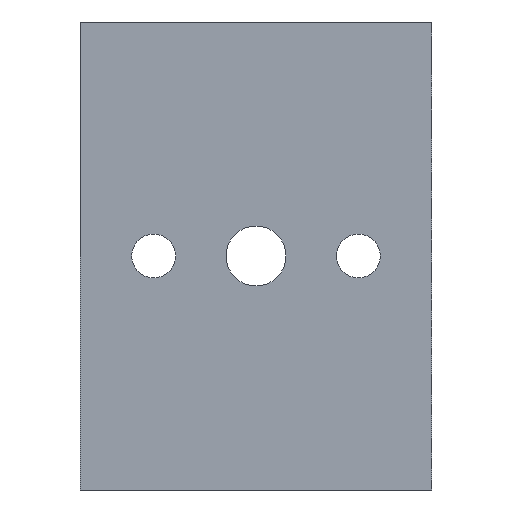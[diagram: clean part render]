
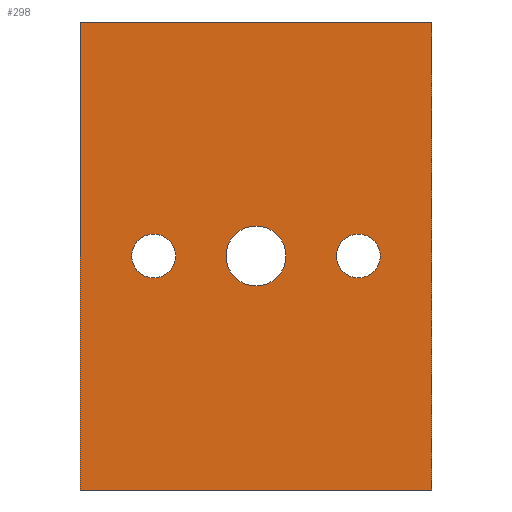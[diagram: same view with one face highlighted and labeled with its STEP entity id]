
A CAD part, front view. The second image highlights one B-rep face of the part: STEP entity #298.
In plain terms, the highlighted planar face has unit normal (0, -1, 0).
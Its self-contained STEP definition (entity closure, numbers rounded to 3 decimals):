
#4 = CARTESIAN_POINT ( 'NONE',  ( -7., 0., -1.5 ) ) ;
#9 = VERTEX_POINT ( 'NONE', #94 ) ;
#21 = AXIS2_PLACEMENT_3D ( 'NONE', #497, #177, #449 ) ;
#23 = VECTOR ( 'NONE', #54, 1000. ) ;
#27 = CARTESIAN_POINT ( 'NONE',  ( 0., 0., 2.05 ) ) ;
#30 = EDGE_CURVE ( 'NONE', #218, #163, #247, .T. ) ;
#31 = FACE_BOUND ( 'NONE', #476, .T. ) ;
#36 = EDGE_CURVE ( 'NONE', #232, #122, #368, .T. ) ;
#38 = ORIENTED_EDGE ( 'NONE', *, *, #543, .F. ) ;
#41 = DIRECTION ( 'NONE',  ( 0., 1., 0. ) ) ;
#49 = DIRECTION ( 'NONE',  ( 0., 0., -1. ) ) ;
#50 = DIRECTION ( 'NONE',  ( 0., 1., 0. ) ) ;
#54 = DIRECTION ( 'NONE',  ( 0., 0., 1. ) ) ;
#56 = AXIS2_PLACEMENT_3D ( 'NONE', #227, #313, #402 ) ;
#64 = VECTOR ( 'NONE', #291, 1000. ) ;
#66 = DIRECTION ( 'NONE',  ( 0., 0., -1. ) ) ;
#69 = CARTESIAN_POINT ( 'NONE',  ( -12., 0., 16. ) ) ;
#78 = DIRECTION ( 'NONE',  ( 0., 1., 0. ) ) ;
#79 = ORIENTED_EDGE ( 'NONE', *, *, #30, .F. ) ;
#94 = CARTESIAN_POINT ( 'NONE',  ( 0., 0., -2.05 ) ) ;
#104 = ORIENTED_EDGE ( 'NONE', *, *, #204, .F. ) ;
#105 = EDGE_CURVE ( 'NONE', #579, #547, #151, .T. ) ;
#115 = EDGE_CURVE ( 'NONE', #468, #9, #412, .T. ) ;
#118 = CARTESIAN_POINT ( 'NONE',  ( -12., 0., 16. ) ) ;
#122 = VERTEX_POINT ( 'NONE', #383 ) ;
#124 = ORIENTED_EDGE ( 'NONE', *, *, #115, .F. ) ;
#133 = CARTESIAN_POINT ( 'NONE',  ( 7., 0., -1.5 ) ) ;
#151 = LINE ( 'NONE', #319, #23 ) ;
#153 = ORIENTED_EDGE ( 'NONE', *, *, #463, .F. ) ;
#154 = DIRECTION ( 'NONE',  ( 0., -1., 0. ) ) ;
#160 = AXIS2_PLACEMENT_3D ( 'NONE', #246, #50, #210 ) ;
#163 = VERTEX_POINT ( 'NONE', #566 ) ;
#177 = DIRECTION ( 'NONE',  ( 0., -1., 0. ) ) ;
#180 = VERTEX_POINT ( 'NONE', #359 ) ;
#183 = EDGE_LOOP ( 'NONE', ( #104, #398, #260, #153 ) ) ;
#198 = CARTESIAN_POINT ( 'NONE',  ( -12., 0., -16. ) ) ;
#204 = EDGE_CURVE ( 'NONE', #180, #583, #280, .T. ) ;
#210 = DIRECTION ( 'NONE',  ( 0., 0., 1. ) ) ;
#218 = VERTEX_POINT ( 'NONE', #133 ) ;
#227 = CARTESIAN_POINT ( 'NONE',  ( 0., 0., 0. ) ) ;
#228 = LINE ( 'NONE', #118, #64 ) ;
#232 = VERTEX_POINT ( 'NONE', #4 ) ;
#246 = CARTESIAN_POINT ( 'NONE',  ( 0., 0., 0. ) ) ;
#247 = CIRCLE ( 'NONE', #21, 1.5 ) ;
#260 = ORIENTED_EDGE ( 'NONE', *, *, #105, .F. ) ;
#280 = LINE ( 'NONE', #495, #312 ) ;
#281 = LINE ( 'NONE', #483, #354 ) ;
#291 = DIRECTION ( 'NONE',  ( 1., 0., 0. ) ) ;
#293 = DIRECTION ( 'NONE',  ( -1., 0., 0. ) ) ;
#298 = ADVANCED_FACE ( 'NONE', ( #31, #459, #433, #523 ), #477, .F. ) ;
#308 = DIRECTION ( 'NONE',  ( 0., 0., 1. ) ) ;
#312 = VECTOR ( 'NONE', #49, 1000. ) ;
#313 = DIRECTION ( 'NONE',  ( 0., -1., 0. ) ) ;
#319 = CARTESIAN_POINT ( 'NONE',  ( -12., 0., -16. ) ) ;
#341 = DIRECTION ( 'NONE',  ( 0., 0., 1. ) ) ;
#345 = DIRECTION ( 'NONE',  ( 0., 0., -1. ) ) ;
#353 = CARTESIAN_POINT ( 'NONE',  ( -7., 0., 0. ) ) ;
#354 = VECTOR ( 'NONE', #293, 1000. ) ;
#359 = CARTESIAN_POINT ( 'NONE',  ( 12., 0., 16. ) ) ;
#368 = CIRCLE ( 'NONE', #590, 1.5 ) ;
#370 = AXIS2_PLACEMENT_3D ( 'NONE', #388, #154, #345 ) ;
#373 = EDGE_LOOP ( 'NONE', ( #559, #124 ) ) ;
#377 = DIRECTION ( 'NONE',  ( 0., -1., 0. ) ) ;
#383 = CARTESIAN_POINT ( 'NONE',  ( -7., 0., 1.5 ) ) ;
#388 = CARTESIAN_POINT ( 'NONE',  ( 0., 0., 0. ) ) ;
#398 = ORIENTED_EDGE ( 'NONE', *, *, #534, .F. ) ;
#402 = DIRECTION ( 'NONE',  ( 0., 0., -1. ) ) ;
#412 = CIRCLE ( 'NONE', #56, 2.05 ) ;
#413 = CIRCLE ( 'NONE', #432, 1.5 ) ;
#424 = CARTESIAN_POINT ( 'NONE',  ( 7., 0., 0. ) ) ;
#426 = CARTESIAN_POINT ( 'NONE',  ( -7., 0., 0. ) ) ;
#429 = CIRCLE ( 'NONE', #501, 1.5 ) ;
#432 = AXIS2_PLACEMENT_3D ( 'NONE', #426, #78, #341 ) ;
#433 = FACE_BOUND ( 'NONE', #373, .T. ) ;
#446 = EDGE_CURVE ( 'NONE', #9, #468, #464, .T. ) ;
#449 = DIRECTION ( 'NONE',  ( 0., 0., -1. ) ) ;
#459 = FACE_BOUND ( 'NONE', #513, .T. ) ;
#463 = EDGE_CURVE ( 'NONE', #583, #579, #281, .T. ) ;
#464 = CIRCLE ( 'NONE', #370, 2.05 ) ;
#468 = VERTEX_POINT ( 'NONE', #27 ) ;
#476 = EDGE_LOOP ( 'NONE', ( #542, #552 ) ) ;
#477 = PLANE ( 'NONE',  #160 ) ;
#480 = EDGE_CURVE ( 'NONE', #122, #232, #413, .T. ) ;
#483 = CARTESIAN_POINT ( 'NONE',  ( -12., 0., -16. ) ) ;
#495 = CARTESIAN_POINT ( 'NONE',  ( 12., 0., -16. ) ) ;
#497 = CARTESIAN_POINT ( 'NONE',  ( 7., 0., 0. ) ) ;
#501 = AXIS2_PLACEMENT_3D ( 'NONE', #424, #377, #66 ) ;
#507 = CARTESIAN_POINT ( 'NONE',  ( 12., 0., -16. ) ) ;
#513 = EDGE_LOOP ( 'NONE', ( #79, #38 ) ) ;
#523 = FACE_OUTER_BOUND ( 'NONE', #183, .T. ) ;
#534 = EDGE_CURVE ( 'NONE', #547, #180, #228, .T. ) ;
#542 = ORIENTED_EDGE ( 'NONE', *, *, #480, .T. ) ;
#543 = EDGE_CURVE ( 'NONE', #163, #218, #429, .T. ) ;
#547 = VERTEX_POINT ( 'NONE', #69 ) ;
#552 = ORIENTED_EDGE ( 'NONE', *, *, #36, .T. ) ;
#559 = ORIENTED_EDGE ( 'NONE', *, *, #446, .F. ) ;
#566 = CARTESIAN_POINT ( 'NONE',  ( 7., 0., 1.5 ) ) ;
#579 = VERTEX_POINT ( 'NONE', #198 ) ;
#583 = VERTEX_POINT ( 'NONE', #507 ) ;
#590 = AXIS2_PLACEMENT_3D ( 'NONE', #353, #41, #308 ) ;
